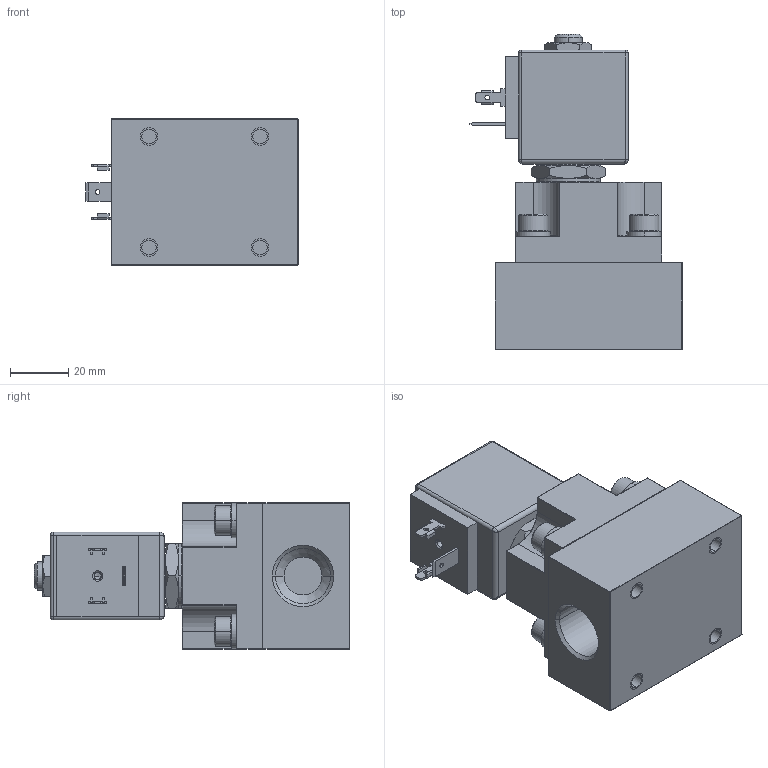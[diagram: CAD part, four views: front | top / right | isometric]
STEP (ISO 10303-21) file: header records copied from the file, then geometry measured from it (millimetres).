
FILE_DESCRIPTION((''),'2;1');
FILE_NAME('4966K0Q120_BDA_INGOMBRO_ASM','2013-01-16T',('romeri'),('O.D.E.'),'PRO/ENGINEER BY PARAMETRIC TECHNOLOGY CORPORATION, 2011410','PRO/ENGINEER BY PARAMETRIC TECHNOLOGY CORPORATION, 2011410','');
FILE_SCHEMA(('CONFIG_CONTROL_DESIGN','SHAPE_APPEARANCE_LAYERS_GROUPS'));
Length unit declared in the file: millimetre
Products named in the file (10): 4966_B_INGOMBRO; 452742_INGOMBRO; 450606_INGOMBRO; 990336; VITE_T_CIL_ESAG_INC_M6X16; GRANO_CAVA_ESA_M4X5; BOBINA_8_W_INGOMBRO; 450145_INGOMBRO; 450146_INGOMBRO; 4966K0Q120_BDA_INGOMBRO_ASM
Assembly tree (15 placements, depth 2):
  4966K0Q120_BDA_INGOMBRO_ASM
    4966_B_INGOMBRO
    452742_INGOMBRO
    450606_INGOMBRO
    990336  x4
    VITE_T_CIL_ESAG_INC_M6X16  x4
    GRANO_CAVA_ESA_M4X5
    BOBINA_8_W_INGOMBRO
    450145_INGOMBRO
    450146_INGOMBRO
Bounding box: 72.65 x 108 x 50 mm (x, y, z)
Volume: 181465.1 mm3; surface area: 52536.3 mm2
Topology: 15 solids, 25 shells, 589 faces, 1300 edges, 772 vertices
Faces by surface type: cylinder 221, plane 209, cone 79, torus 41, sphere 34, bspline 5
Entity records: 18883 total; most frequent: CARTESIAN_POINT 2903, DIRECTION 2614, ORIENTED_EDGE 2224, PRESENTATION_STYLE_ASSIGNMENT 1151, EDGE_CURVE 1122, STYLED_ITEM 1087, CURVE_STYLE 1030, AXIS2_PLACEMENT_3D 1026
